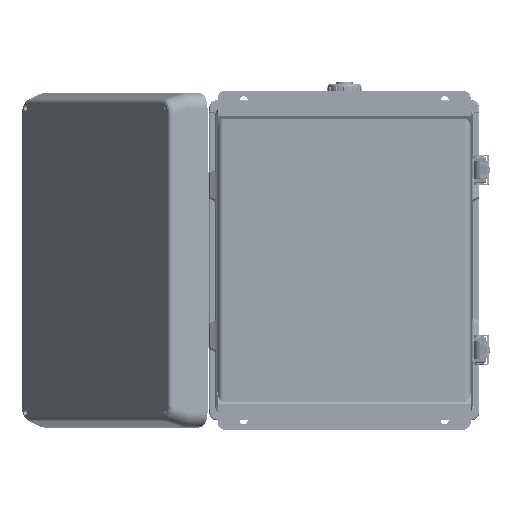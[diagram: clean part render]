
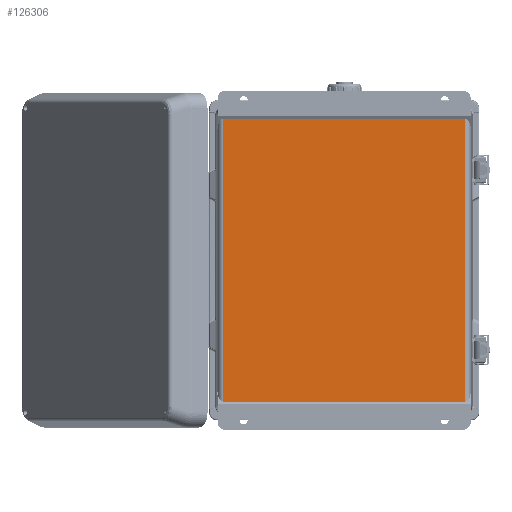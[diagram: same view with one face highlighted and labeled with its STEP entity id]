
A CAD part, front view. The second image highlights one B-rep face of the part: STEP entity #126306.
In plain terms, the highlighted planar face has unit normal (0, -1, 0).
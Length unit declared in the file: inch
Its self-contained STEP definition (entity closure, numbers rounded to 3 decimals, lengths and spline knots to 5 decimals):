
#387 = LINE ( 'NONE', #53888, #143603 ) ;
#8205 = LINE ( 'NONE', #58684, #64615 ) ;
#9593 = CARTESIAN_POINT ( 'NONE',  ( -4.80523, 0.05906, -1.12591 ) ) ;
#14478 = CARTESIAN_POINT ( 'NONE',  ( -4.80523, 0.05906, -12.37803 ) ) ;
#21320 = CARTESIAN_POINT ( 'NONE',  ( 4.80523, 0.05906, -12.37803 ) ) ;
#33620 = DIRECTION ( 'NONE',  ( 0., 0., 1. ) ) ;
#37688 = EDGE_LOOP ( 'NONE', ( #105235, #40142, #41615, #91374 ) ) ;
#40142 = ORIENTED_EDGE ( 'NONE', *, *, #99170, .F. ) ;
#41615 = ORIENTED_EDGE ( 'NONE', *, *, #146239, .T. ) ;
#41804 = PLANE ( 'NONE',  #74885 ) ;
#45184 = EDGE_CURVE ( 'NONE', #69870, #114939, #8205, .T. ) ;
#46504 = VERTEX_POINT ( 'NONE', #21320 ) ;
#53622 = DIRECTION ( 'NONE',  ( 0., 1., 0. ) ) ;
#53888 = CARTESIAN_POINT ( 'NONE',  ( 5.11811, 0.05906, -12.37803 ) ) ;
#58684 = CARTESIAN_POINT ( 'NONE',  ( 5.11811, 0.05906, -1.12591 ) ) ;
#58898 = VECTOR ( 'NONE', #65779, 39.37008 ) ;
#59598 = VECTOR ( 'NONE', #33620, 39.37008 ) ;
#64615 = VECTOR ( 'NONE', #92202, 39.37008 ) ;
#65779 = DIRECTION ( 'NONE',  ( 0., 0., 1. ) ) ;
#66944 = CARTESIAN_POINT ( 'NONE',  ( 4.80523, 0.05906, -1.12591 ) ) ;
#67108 = CARTESIAN_POINT ( 'NONE',  ( 4.80523, 0.05906, -1.12591 ) ) ;
#69183 = FACE_OUTER_BOUND ( 'NONE', #37688, .T. ) ;
#69870 = VERTEX_POINT ( 'NONE', #66944 ) ;
#70812 = CARTESIAN_POINT ( 'NONE',  ( -4.80523, 0.05906, -1.12591 ) ) ;
#74885 = AXIS2_PLACEMENT_3D ( 'NONE', #98430, #53622, #132616 ) ;
#89629 = LINE ( 'NONE', #67108, #59598 ) ;
#91374 = ORIENTED_EDGE ( 'NONE', *, *, #45184, .T. ) ;
#92202 = DIRECTION ( 'NONE',  ( -1., 0., 0. ) ) ;
#98430 = CARTESIAN_POINT ( 'NONE',  ( 5.11811, 0.05906, -1.12591 ) ) ;
#99170 = EDGE_CURVE ( 'NONE', #46504, #128186, #387, .T. ) ;
#105235 = ORIENTED_EDGE ( 'NONE', *, *, #134522, .F. ) ;
#114939 = VERTEX_POINT ( 'NONE', #70812 ) ;
#118985 = LINE ( 'NONE', #9593, #58898 ) ;
#126306 = ADVANCED_FACE ( 'NONE', ( #69183 ), #41804, .F. ) ;
#128186 = VERTEX_POINT ( 'NONE', #14478 ) ;
#132616 = DIRECTION ( 'NONE',  ( 0., 0., 1. ) ) ;
#134522 = EDGE_CURVE ( 'NONE', #128186, #114939, #118985, .T. ) ;
#143603 = VECTOR ( 'NONE', #144314, 39.37008 ) ;
#144314 = DIRECTION ( 'NONE',  ( -1., 0., 0. ) ) ;
#146239 = EDGE_CURVE ( 'NONE', #46504, #69870, #89629, .T. ) ;
